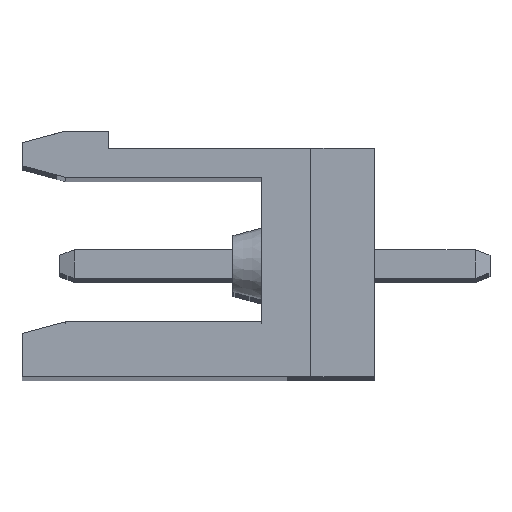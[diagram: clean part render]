
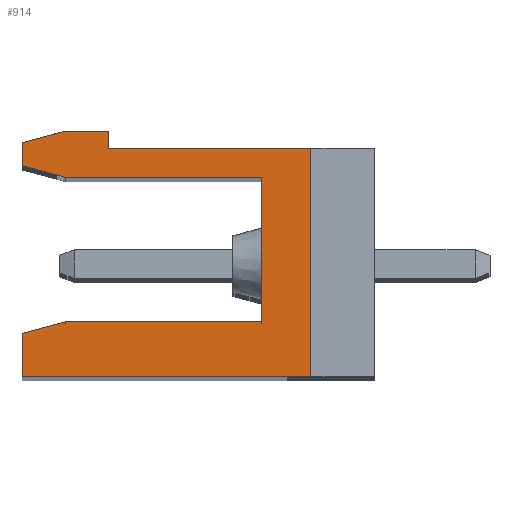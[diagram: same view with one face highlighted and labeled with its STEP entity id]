
A CAD part, top view. The second image highlights one B-rep face of the part: STEP entity #914.
In plain terms, the highlighted planar face has unit normal (0, 0, 1).
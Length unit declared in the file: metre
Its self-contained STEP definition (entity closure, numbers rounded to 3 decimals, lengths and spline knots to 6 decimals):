
#914=ADVANCED_FACE('',(#2684),#2685,.F.);
#2684=FACE_OUTER_BOUND('',#5395,.T.);
#2685=PLANE('',#5396);
#5395=EDGE_LOOP('',(#8146,#8147,#8148,#8149,#8150,#8151,#8152,#8153,#8154,#8155,#8156,#8157,#8158));
#5396=AXIS2_PLACEMENT_3D('',#8159,#8160,#8161);
#8146=ORIENTED_EDGE('',*,*,#15966,.F.);
#8147=ORIENTED_EDGE('',*,*,#15967,.F.);
#8148=ORIENTED_EDGE('',*,*,#15968,.F.);
#8149=ORIENTED_EDGE('',*,*,#15969,.F.);
#8150=ORIENTED_EDGE('',*,*,#15970,.T.);
#8151=ORIENTED_EDGE('',*,*,#15971,.T.);
#8152=ORIENTED_EDGE('',*,*,#15972,.T.);
#8153=ORIENTED_EDGE('',*,*,#15973,.T.);
#8154=ORIENTED_EDGE('',*,*,#15974,.T.);
#8155=ORIENTED_EDGE('',*,*,#15975,.T.);
#8156=ORIENTED_EDGE('',*,*,#15976,.T.);
#8157=ORIENTED_EDGE('',*,*,#15977,.T.);
#8158=ORIENTED_EDGE('',*,*,#15978,.F.);
#8159=CARTESIAN_POINT('',(-0.0037,0.0069,1.09824));
#8160=DIRECTION('',(0.0,0.0,-1.0));
#8161=DIRECTION('',(0.0,-1.0,0.0));
#15966=EDGE_CURVE('',#19040,#19041,#19042,.T.);
#15967=EDGE_CURVE('',#19043,#19040,#19044,.T.);
#15968=EDGE_CURVE('',#19045,#19043,#19046,.T.);
#15969=EDGE_CURVE('',#19047,#19045,#19048,.T.);
#15970=EDGE_CURVE('',#19047,#19049,#19050,.T.);
#15971=EDGE_CURVE('',#19049,#19051,#19052,.T.);
#15972=EDGE_CURVE('',#19051,#19053,#19054,.T.);
#15973=EDGE_CURVE('',#19053,#19055,#19056,.T.);
#15974=EDGE_CURVE('',#19055,#19057,#19058,.T.);
#15975=EDGE_CURVE('',#19057,#19059,#19060,.T.);
#15976=EDGE_CURVE('',#19059,#19061,#19062,.T.);
#15977=EDGE_CURVE('',#19061,#19063,#19064,.T.);
#15978=EDGE_CURVE('',#19041,#19063,#19065,.T.);
#19040=VERTEX_POINT('',#23513);
#19041=VERTEX_POINT('',#23514);
#19042=LINE('',#23515,#23516);
#19043=VERTEX_POINT('',#23517);
#19044=LINE('',#23518,#23519);
#19045=VERTEX_POINT('',#23520);
#19046=LINE('',#23521,#23522);
#19047=VERTEX_POINT('',#23523);
#19048=LINE('',#23524,#23525);
#19049=VERTEX_POINT('',#23526);
#19050=LINE('',#23527,#23528);
#19051=VERTEX_POINT('',#23529);
#19052=LINE('',#23530,#23531);
#19053=VERTEX_POINT('',#23532);
#19054=LINE('',#23533,#23534);
#19055=VERTEX_POINT('',#23535);
#19056=LINE('',#23536,#23537);
#19057=VERTEX_POINT('',#23538);
#19058=LINE('',#23539,#23540);
#19059=VERTEX_POINT('',#23541);
#19060=LINE('',#23542,#23543);
#19061=VERTEX_POINT('',#23544);
#19062=LINE('',#23545,#23546);
#19063=VERTEX_POINT('',#23547);
#19064=LINE('',#23548,#23549);
#19065=LINE('',#23550,#23551);
#23513=CARTESIAN_POINT('',(-0.0037,0.0069,1.09824));
#23514=CARTESIAN_POINT('',(-0.010507,0.0069,1.09824));
#23515=CARTESIAN_POINT('',(-0.010507,0.0069,1.09824));
#23516=VECTOR('',#30063,1.0);
#23517=CARTESIAN_POINT('',(-0.0037,0.0019,1.09824));
#23518=CARTESIAN_POINT('',(-0.0037,0.0069,1.09824));
#23519=VECTOR('',#30064,1.0);
#23520=CARTESIAN_POINT('',(-0.0105,0.0019,1.09824));
#23521=CARTESIAN_POINT('',(-0.0037,0.0019,1.09824));
#23522=VECTOR('',#30065,1.0);
#23523=CARTESIAN_POINT('',(-0.012,0.001498,1.09824));
#23524=CARTESIAN_POINT('',(-0.0105,0.0019,1.09824));
#23525=VECTOR('',#30066,1.0);
#23526=CARTESIAN_POINT('',(-0.012,0.,1.09824));
#23527=CARTESIAN_POINT('',(-0.012,0.0082,1.09824));
#23528=VECTOR('',#30067,1.0);
#23529=CARTESIAN_POINT('',(-0.002,0.,1.09824));
#23530=CARTESIAN_POINT('',(-0.012,0.,1.09824));
#23531=VECTOR('',#30068,1.0);
#23532=CARTESIAN_POINT('',(-0.002,0.0079,1.09824));
#23533=CARTESIAN_POINT('',(-0.002,0.0079,1.09824));
#23534=VECTOR('',#30069,1.0);
#23535=CARTESIAN_POINT('',(-0.009,0.0079,1.09824));
#23536=CARTESIAN_POINT('',(-0.0022,0.0079,1.09824));
#23537=VECTOR('',#30070,1.0);
#23538=CARTESIAN_POINT('',(-0.009,0.0085,1.09824));
#23539=CARTESIAN_POINT('',(-0.009,0.0081,1.09824));
#23540=VECTOR('',#30071,1.0);
#23541=CARTESIAN_POINT('',(-0.010507,0.0085,1.09824));
#23542=CARTESIAN_POINT('',(-0.009,0.0085,1.09824));
#23543=VECTOR('',#30072,1.0);
#23544=CARTESIAN_POINT('',(-0.012,0.0081,1.09824));
#23545=CARTESIAN_POINT('',(-0.010507,0.0085,1.09824));
#23546=VECTOR('',#30073,1.0);
#23547=CARTESIAN_POINT('',(-0.012,0.0073,1.09824));
#23548=CARTESIAN_POINT('',(-0.012,0.0082,1.09824));
#23549=VECTOR('',#30074,1.0);
#23550=CARTESIAN_POINT('',(-0.012,0.0073,1.09824));
#23551=VECTOR('',#30075,1.0);
#30063=DIRECTION('',(-1.0,0.0,0.0));
#30064=DIRECTION('',(0.,1.0,0.0));
#30065=DIRECTION('',(1.0,0.0,0.0));
#30066=DIRECTION('',(0.966,0.259,0.0));
#30067=DIRECTION('',(0.0,-1.0,0.0));
#30068=DIRECTION('',(1.0,0.0,0.0));
#30069=DIRECTION('',(0.0,1.0,0.0));
#30070=DIRECTION('',(-1.0,0.0,0.0));
#30071=DIRECTION('',(0.,1.0,0.0));
#30072=DIRECTION('',(-1.0,0.0,0.0));
#30073=DIRECTION('',(-0.966,-0.259,0.0));
#30074=DIRECTION('',(0.0,-1.0,0.0));
#30075=DIRECTION('',(-0.966,0.259,0.0));
